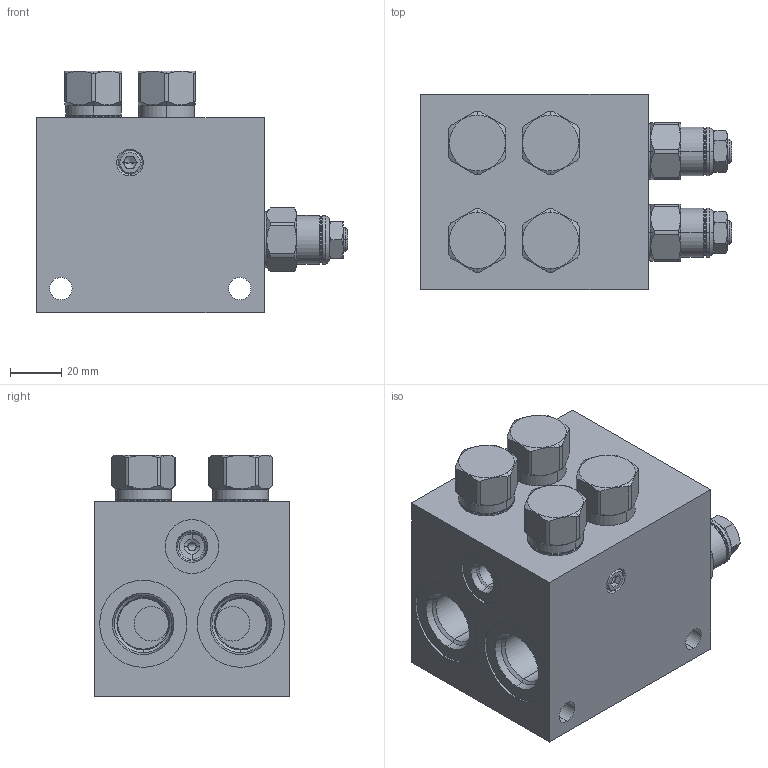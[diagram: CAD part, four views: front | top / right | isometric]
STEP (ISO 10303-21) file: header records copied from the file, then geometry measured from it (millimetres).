
FILE_DESCRIPTION((''),'2;1');
FILE_NAME('YCCGLHNAK_ASM','2022-09-22T',('ProEService'),(''),'PRO/ENGINEER BY PARAMETRIC TECHNOLOGY CORPORATION, 2014200','PRO/ENGINEER BY PARAMETRIC TECHNOLOGY CORPORATION, 2014200','');
FILE_SCHEMA(('CONFIG_CONTROL_DESIGN'));
Length unit declared in the file: inch
Products named in the file (8): 150-836-004; CXCDXAN; CXDAXAN; CBCALHN; 340-002; 260-010; 800-001-070; YCCGLHNAK_ASM
Assembly tree (10 placements, depth 2):
  YCCGLHNAK_ASM
    150-836-004
    CXCDXAN  x2
    CXDAXAN  x2
    CBCALHN  x2
    340-002
    260-010
    800-001-070
Bounding box: 121.44 x 76.2 x 94.46 mm (x, y, z)
Volume: 485835.4 mm3; surface area: 107535.4 mm2
Topology: 18 solids, 24 shells, 1667 faces, 4608 edges, 3233 vertices
Faces by surface type: cylinder 705, cone 350, plane 344, torus 184, revolution 48, bspline 36
Entity records: 38934 total; most frequent: CARTESIAN_POINT 13443, DIRECTION 5356, ORIENTED_EDGE 4730, EDGE_CURVE 2365, AXIS2_PLACEMENT_3D 2035, VERTEX_POINT 1462, VECTOR 1262, LINE 1262
